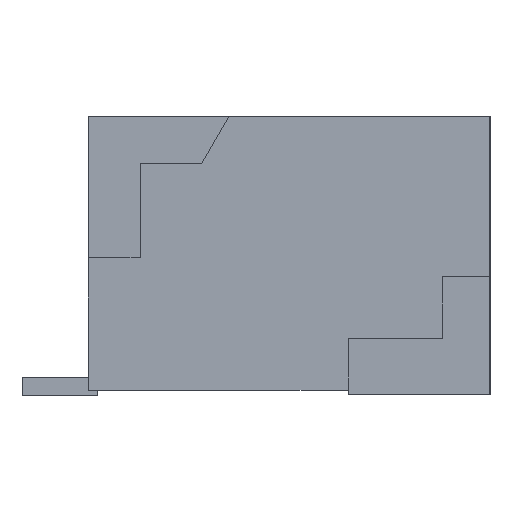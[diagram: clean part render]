
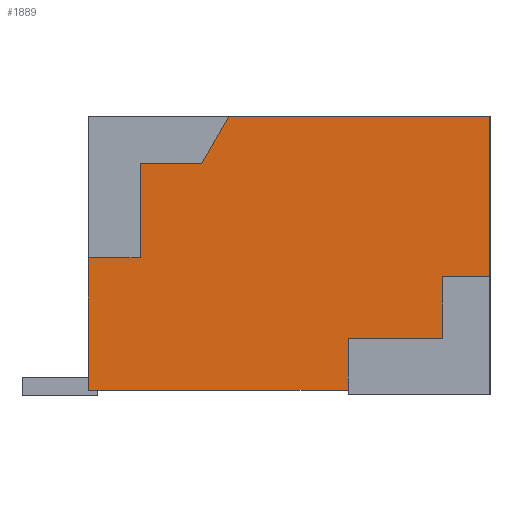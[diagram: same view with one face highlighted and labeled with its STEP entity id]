
A CAD part, left-side view. The second image highlights one B-rep face of the part: STEP entity #1889.
In plain terms, the highlighted planar face has unit normal (-1, 0, 0).
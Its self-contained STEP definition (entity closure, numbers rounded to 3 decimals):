
#247 = VERTEX_POINT('',#248);
#248 = CARTESIAN_POINT('',(-5.5,-0.975,0.06));
#254 = EDGE_CURVE('',#255,#247,#257,.T.);
#255 = VERTEX_POINT('',#256);
#256 = CARTESIAN_POINT('',(-5.5,1.775,0.06));
#257 = LINE('',#258,#259);
#258 = CARTESIAN_POINT('',(-5.5,1.775,0.06));
#259 = VECTOR('',#260,1.);
#260 = DIRECTION('',(0.,-1.,0.));
#551 = VERTEX_POINT('',#552);
#552 = CARTESIAN_POINT('',(-5.5,-2.475,1.26));
#601 = VERTEX_POINT('',#602);
#602 = CARTESIAN_POINT('',(-5.5,-2.475,2.96));
#608 = EDGE_CURVE('',#601,#551,#609,.T.);
#609 = LINE('',#610,#611);
#610 = CARTESIAN_POINT('',(-5.5,-2.475,2.96));
#611 = VECTOR('',#612,1.);
#612 = DIRECTION('',(0.,0.,-1.));
#1258 = EDGE_CURVE('',#1259,#255,#1261,.T.);
#1259 = VERTEX_POINT('',#1260);
#1260 = CARTESIAN_POINT('',(-5.5,1.775,1.46));
#1261 = LINE('',#1262,#1263);
#1262 = CARTESIAN_POINT('',(-5.5,1.775,2.96));
#1263 = VECTOR('',#1264,1.);
#1264 = DIRECTION('',(0.,0.,-1.));
#1691 = VERTEX_POINT('',#1692);
#1692 = CARTESIAN_POINT('',(-5.5,-0.975,0.61));
#1698 = EDGE_CURVE('',#247,#1691,#1699,.T.);
#1699 = LINE('',#1700,#1701);
#1700 = CARTESIAN_POINT('',(-5.5,-0.975,0.61));
#1701 = VECTOR('',#1702,1.);
#1702 = DIRECTION('',(0.,0.,1.));
#1889 = ADVANCED_FACE('',(#1890),#1956,.F.);
#1890 = FACE_BOUND('',#1891,.T.);
#1891 = EDGE_LOOP('',(#1892,#1900,#1901,#1902,#1903,#1911,#1919,#1925,
    #1926,#1934,#1942,#1950));
#1892 = ORIENTED_EDGE('',*,*,#1893,.T.);
#1893 = EDGE_CURVE('',#1894,#1259,#1896,.T.);
#1894 = VERTEX_POINT('',#1895);
#1895 = CARTESIAN_POINT('',(-5.5,1.225,1.46));
#1896 = LINE('',#1897,#1898);
#1897 = CARTESIAN_POINT('',(-5.5,1.225,1.46));
#1898 = VECTOR('',#1899,1.);
#1899 = DIRECTION('',(0.,1.,0.));
#1900 = ORIENTED_EDGE('',*,*,#1258,.T.);
#1901 = ORIENTED_EDGE('',*,*,#254,.T.);
#1902 = ORIENTED_EDGE('',*,*,#1698,.T.);
#1903 = ORIENTED_EDGE('',*,*,#1904,.T.);
#1904 = EDGE_CURVE('',#1691,#1905,#1907,.T.);
#1905 = VERTEX_POINT('',#1906);
#1906 = CARTESIAN_POINT('',(-5.5,-1.975,0.61));
#1907 = LINE('',#1908,#1909);
#1908 = CARTESIAN_POINT('',(-5.5,-1.975,0.61));
#1909 = VECTOR('',#1910,1.);
#1910 = DIRECTION('',(0.,-1.,0.));
#1911 = ORIENTED_EDGE('',*,*,#1912,.T.);
#1912 = EDGE_CURVE('',#1905,#1913,#1915,.T.);
#1913 = VERTEX_POINT('',#1914);
#1914 = CARTESIAN_POINT('',(-5.5,-1.975,1.26));
#1915 = LINE('',#1916,#1917);
#1916 = CARTESIAN_POINT('',(-5.5,-1.975,1.26));
#1917 = VECTOR('',#1918,1.);
#1918 = DIRECTION('',(0.,0.,1.));
#1919 = ORIENTED_EDGE('',*,*,#1920,.T.);
#1920 = EDGE_CURVE('',#1913,#551,#1921,.T.);
#1921 = LINE('',#1922,#1923);
#1922 = CARTESIAN_POINT('',(-5.5,-2.475,1.26));
#1923 = VECTOR('',#1924,1.);
#1924 = DIRECTION('',(0.,-1.,0.));
#1925 = ORIENTED_EDGE('',*,*,#608,.F.);
#1926 = ORIENTED_EDGE('',*,*,#1927,.F.);
#1927 = EDGE_CURVE('',#1928,#601,#1930,.T.);
#1928 = VERTEX_POINT('',#1929);
#1929 = CARTESIAN_POINT('',(-5.5,0.286,2.96));
#1930 = LINE('',#1931,#1932);
#1931 = CARTESIAN_POINT('',(-5.5,1.775,2.96));
#1932 = VECTOR('',#1933,1.);
#1933 = DIRECTION('',(0.,-1.,0.));
#1934 = ORIENTED_EDGE('',*,*,#1935,.T.);
#1935 = EDGE_CURVE('',#1928,#1936,#1938,.T.);
#1936 = VERTEX_POINT('',#1937);
#1937 = CARTESIAN_POINT('',(-5.5,0.575,2.46));
#1938 = LINE('',#1939,#1940);
#1939 = CARTESIAN_POINT('',(-5.5,0.575,2.46));
#1940 = VECTOR('',#1941,1.);
#1941 = DIRECTION('',(0.,0.5,-0.866));
#1942 = ORIENTED_EDGE('',*,*,#1943,.T.);
#1943 = EDGE_CURVE('',#1936,#1944,#1946,.T.);
#1944 = VERTEX_POINT('',#1945);
#1945 = CARTESIAN_POINT('',(-5.5,1.225,2.46));
#1946 = LINE('',#1947,#1948);
#1947 = CARTESIAN_POINT('',(-5.5,1.225,2.46));
#1948 = VECTOR('',#1949,1.);
#1949 = DIRECTION('',(0.,1.,0.));
#1950 = ORIENTED_EDGE('',*,*,#1951,.T.);
#1951 = EDGE_CURVE('',#1944,#1894,#1952,.T.);
#1952 = LINE('',#1953,#1954);
#1953 = CARTESIAN_POINT('',(-5.5,1.225,2.46));
#1954 = VECTOR('',#1955,1.);
#1955 = DIRECTION('',(0.,0.,-1.));
#1956 = PLANE('',#1957);
#1957 = AXIS2_PLACEMENT_3D('',#1958,#1959,#1960);
#1958 = CARTESIAN_POINT('',(-5.5,1.775,2.96));
#1959 = DIRECTION('',(1.,0.,0.));
#1960 = DIRECTION('',(0.,1.,0.));
